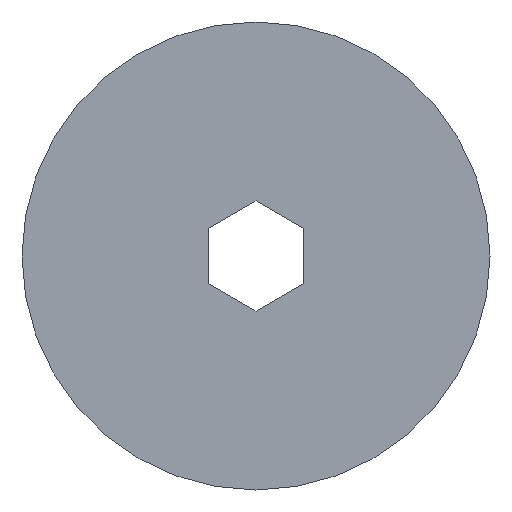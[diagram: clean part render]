
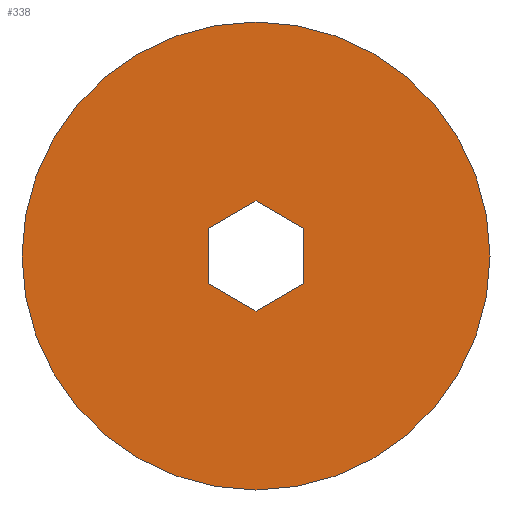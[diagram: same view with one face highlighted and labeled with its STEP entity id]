
A CAD part, left-side view. The second image highlights one B-rep face of the part: STEP entity #338.
In plain terms, the highlighted planar face has unit normal (-1, 0, 0).
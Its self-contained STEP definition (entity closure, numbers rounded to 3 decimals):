
#2 = VECTOR ( 'NONE', #423, 1000. ) ;
#13 = LINE ( 'NONE', #453, #358 ) ;
#15 = CIRCLE ( 'NONE', #111, 13. ) ;
#41 = VECTOR ( 'NONE', #491, 1000. ) ;
#43 = EDGE_CURVE ( 'NONE', #515, #560, #13, .T. ) ;
#57 = CARTESIAN_POINT ( 'NONE',  ( 0., -2.65, -1.53 ) ) ;
#78 = LINE ( 'NONE', #129, #109 ) ;
#83 = ORIENTED_EDGE ( 'NONE', *, *, #281, .T. ) ;
#85 = FACE_BOUND ( 'NONE', #583, .T. ) ;
#93 = LINE ( 'NONE', #204, #2 ) ;
#94 = EDGE_CURVE ( 'NONE', #146, #256, #536, .T. ) ;
#109 = VECTOR ( 'NONE', #504, 1000. ) ;
#111 = AXIS2_PLACEMENT_3D ( 'NONE', #222, #486, #436 ) ;
#129 = CARTESIAN_POINT ( 'NONE',  ( 0., -1.325, -2.295 ) ) ;
#136 = FACE_OUTER_BOUND ( 'NONE', #355, .T. ) ;
#146 = VERTEX_POINT ( 'NONE', #634 ) ;
#164 = AXIS2_PLACEMENT_3D ( 'NONE', #181, #285, #508 ) ;
#165 = CARTESIAN_POINT ( 'NONE',  ( 0., 0., 0. ) ) ;
#181 = CARTESIAN_POINT ( 'NONE',  ( 0., 0., 0. ) ) ;
#199 = DIRECTION ( 'NONE',  ( 0., 0.866, 0.5 ) ) ;
#204 = CARTESIAN_POINT ( 'NONE',  ( 0., -2.65, 0. ) ) ;
#222 = CARTESIAN_POINT ( 'NONE',  ( 0., 0., 0. ) ) ;
#256 = VERTEX_POINT ( 'NONE', #549 ) ;
#258 = CARTESIAN_POINT ( 'NONE',  ( 0., 1.325, -2.295 ) ) ;
#262 = EDGE_CURVE ( 'NONE', #444, #609, #520, .T. ) ;
#267 = CARTESIAN_POINT ( 'NONE',  ( 0., -1.325, 2.295 ) ) ;
#271 = CARTESIAN_POINT ( 'NONE',  ( 0., 0., 3.06 ) ) ;
#281 = EDGE_CURVE ( 'NONE', #612, #146, #78, .T. ) ;
#285 = DIRECTION ( 'NONE',  ( 1., 0., 0. ) ) ;
#286 = AXIS2_PLACEMENT_3D ( 'NONE', #165, #492, #546 ) ;
#308 = CARTESIAN_POINT ( 'NONE',  ( 0., 2.65, 1.53 ) ) ;
#318 = ORIENTED_EDGE ( 'NONE', *, *, #614, .T. ) ;
#338 = ADVANCED_FACE ( 'NONE', ( #85, #136 ), #559, .F. ) ;
#344 = DIRECTION ( 'NONE',  ( 0., -0.866, 0.5 ) ) ;
#355 = EDGE_LOOP ( 'NONE', ( #451, #523 ) ) ;
#358 = VECTOR ( 'NONE', #344, 1000. ) ;
#367 = EDGE_CURVE ( 'NONE', #256, #515, #452, .T. ) ;
#423 = DIRECTION ( 'NONE',  ( 0., 0., -1. ) ) ;
#436 = DIRECTION ( 'NONE',  ( 0., -1., 0. ) ) ;
#444 = VERTEX_POINT ( 'NONE', #476 ) ;
#451 = ORIENTED_EDGE ( 'NONE', *, *, #629, .T. ) ;
#452 = LINE ( 'NONE', #669, #522 ) ;
#453 = CARTESIAN_POINT ( 'NONE',  ( 0., 1.325, 2.295 ) ) ;
#459 = DIRECTION ( 'NONE',  ( 0., 0., 1. ) ) ;
#476 = CARTESIAN_POINT ( 'NONE',  ( 0., 13., 0. ) ) ;
#486 = DIRECTION ( 'NONE',  ( -1., 0., 0. ) ) ;
#487 = EDGE_CURVE ( 'NONE', #592, #612, #93, .T. ) ;
#491 = DIRECTION ( 'NONE',  ( 0., -0.866, -0.5 ) ) ;
#492 = DIRECTION ( 'NONE',  ( -1., 0., 0. ) ) ;
#493 = ORIENTED_EDGE ( 'NONE', *, *, #94, .T. ) ;
#494 = VECTOR ( 'NONE', #199, 1000. ) ;
#504 = DIRECTION ( 'NONE',  ( 0., 0.866, -0.5 ) ) ;
#508 = DIRECTION ( 'NONE',  ( 0., 1., 0. ) ) ;
#515 = VERTEX_POINT ( 'NONE', #308 ) ;
#520 = CIRCLE ( 'NONE', #286, 13. ) ;
#522 = VECTOR ( 'NONE', #459, 1000. ) ;
#523 = ORIENTED_EDGE ( 'NONE', *, *, #262, .T. ) ;
#536 = LINE ( 'NONE', #258, #494 ) ;
#546 = DIRECTION ( 'NONE',  ( 0., -1., 0. ) ) ;
#549 = CARTESIAN_POINT ( 'NONE',  ( 0., 2.65, -1.53 ) ) ;
#559 = PLANE ( 'NONE',  #164 ) ;
#560 = VERTEX_POINT ( 'NONE', #271 ) ;
#583 = EDGE_LOOP ( 'NONE', ( #83, #493, #662, #686, #318, #650 ) ) ;
#592 = VERTEX_POINT ( 'NONE', #597 ) ;
#597 = CARTESIAN_POINT ( 'NONE',  ( 0., -2.65, 1.53 ) ) ;
#609 = VERTEX_POINT ( 'NONE', #643 ) ;
#612 = VERTEX_POINT ( 'NONE', #57 ) ;
#614 = EDGE_CURVE ( 'NONE', #560, #592, #694, .T. ) ;
#629 = EDGE_CURVE ( 'NONE', #609, #444, #15, .T. ) ;
#634 = CARTESIAN_POINT ( 'NONE',  ( 0., 0., -3.06 ) ) ;
#643 = CARTESIAN_POINT ( 'NONE',  ( 0., -13., 0. ) ) ;
#650 = ORIENTED_EDGE ( 'NONE', *, *, #487, .T. ) ;
#662 = ORIENTED_EDGE ( 'NONE', *, *, #367, .T. ) ;
#669 = CARTESIAN_POINT ( 'NONE',  ( 0., 2.65, 0. ) ) ;
#686 = ORIENTED_EDGE ( 'NONE', *, *, #43, .T. ) ;
#694 = LINE ( 'NONE', #267, #41 ) ;
